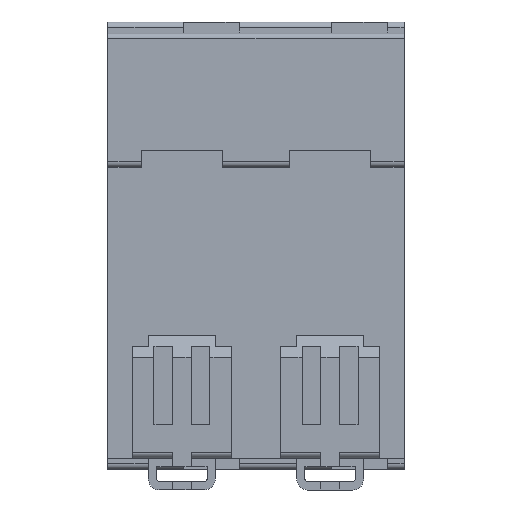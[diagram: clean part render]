
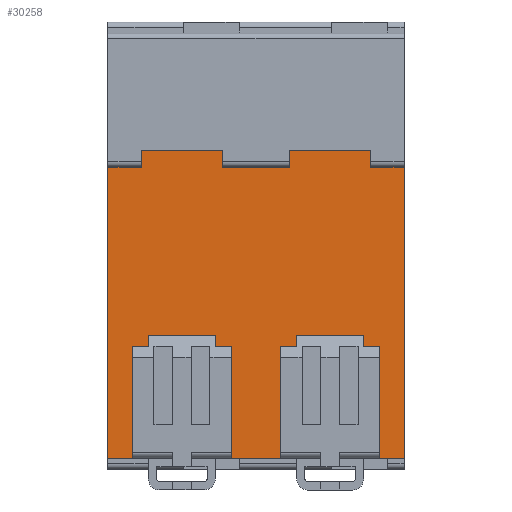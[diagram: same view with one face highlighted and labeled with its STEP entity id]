
A CAD part, front view. The second image highlights one B-rep face of the part: STEP entity #30258.
In plain terms, the highlighted planar face has unit normal (0, -1, 0).
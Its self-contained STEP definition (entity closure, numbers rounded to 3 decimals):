
#951 = DIRECTION ( 'NONE',  ( 1., 0., 0. ) ) ;
#1798 = VERTEX_POINT ( 'NONE', #22707 ) ;
#2070 = CARTESIAN_POINT ( 'NONE',  ( -20.5, -27.1, -18. ) ) ;
#2980 = VERTEX_POINT ( 'NONE', #37587 ) ;
#4490 = ORIENTED_EDGE ( 'NONE', *, *, #81280, .T. ) ;
#4542 = ORIENTED_EDGE ( 'NONE', *, *, #18297, .T. ) ;
#4565 = ORIENTED_EDGE ( 'NONE', *, *, #46341, .T. ) ;
#5010 = LINE ( 'NONE', #56755, #13679 ) ;
#5067 = CARTESIAN_POINT ( 'NONE',  ( 6., -27.1, -18. ) ) ;
#5731 = LINE ( 'NONE', #41185, #59268 ) ;
#6267 = VERTEX_POINT ( 'NONE', #43747 ) ;
#6419 = ORIENTED_EDGE ( 'NONE', *, *, #43369, .T. ) ;
#7099 = EDGE_CURVE ( 'NONE', #6267, #28466, #33819, .T. ) ;
#7163 = VERTEX_POINT ( 'NONE', #35863 ) ;
#7351 = VERTEX_POINT ( 'NONE', #20266 ) ;
#7751 = CARTESIAN_POINT ( 'NONE',  ( 13.25, -27.1, 17. ) ) ;
#7885 = ORIENTED_EDGE ( 'NONE', *, *, #8723, .T. ) ;
#8439 = CARTESIAN_POINT ( 'NONE',  ( 13.25, -27.1, -18. ) ) ;
#8723 = EDGE_CURVE ( 'NONE', #78839, #6267, #80291, .T. ) ;
#8849 = ORIENTED_EDGE ( 'NONE', *, *, #81747, .T. ) ;
#8989 = VECTOR ( 'NONE', #21731, 1000. ) ;
#9073 = LINE ( 'NONE', #60451, #21699 ) ;
#9678 = DIRECTION ( 'NONE',  ( 1., 0., 0. ) ) ;
#12399 = DIRECTION ( 'NONE',  ( 0., 0., 1. ) ) ;
#12510 = DIRECTION ( 'NONE',  ( 1., 0., 0. ) ) ;
#13679 = VECTOR ( 'NONE', #12510, 1000. ) ;
#13766 = EDGE_CURVE ( 'NONE', #72111, #1798, #18744, .T. ) ;
#13817 = ORIENTED_EDGE ( 'NONE', *, *, #23587, .T. ) ;
#13933 = CARTESIAN_POINT ( 'NONE',  ( 13.25, -27.1, -38. ) ) ;
#14460 = EDGE_LOOP ( 'NONE', ( #8849, #82848, #31681, #4565, #44188, #4542, #51937, #33585, #74426, #70575, #6419, #4490, #30084, #13817, #7885, #43583 ) ) ;
#14574 = CARTESIAN_POINT ( 'NONE',  ( 8.9, -27.1, -18. ) ) ;
#16356 = PLANE ( 'NONE',  #83104 ) ;
#17114 = VECTOR ( 'NONE', #67493, 1000. ) ;
#18297 = EDGE_CURVE ( 'NONE', #56808, #2980, #61135, .T. ) ;
#18744 = LINE ( 'NONE', #70570, #50347 ) ;
#20244 = DIRECTION ( 'NONE',  ( 1., 0., 0. ) ) ;
#20266 = CARTESIAN_POINT ( 'NONE',  ( -8.9, -27.1, -18. ) ) ;
#20703 = LINE ( 'NONE', #44773, #71125 ) ;
#21137 = VERTEX_POINT ( 'NONE', #34844 ) ;
#21699 = VECTOR ( 'NONE', #73146, 1000. ) ;
#21731 = DIRECTION ( 'NONE',  ( 1., 0., 0. ) ) ;
#22103 = DIRECTION ( 'NONE',  ( 1., 0., 0. ) ) ;
#22707 = CARTESIAN_POINT ( 'NONE',  ( -39.75, -27.1, -38. ) ) ;
#23530 = FACE_OUTER_BOUND ( 'NONE', #14460, .T. ) ;
#23587 = EDGE_CURVE ( 'NONE', #33419, #78839, #29018, .T. ) ;
#25745 = EDGE_CURVE ( 'NONE', #7351, #21137, #52216, .T. ) ;
#26350 = CARTESIAN_POINT ( 'NONE',  ( -17.6, -27.1, -38. ) ) ;
#26589 = VECTOR ( 'NONE', #65860, 1000. ) ;
#26732 = VERTEX_POINT ( 'NONE', #5067 ) ;
#28466 = VERTEX_POINT ( 'NONE', #26350 ) ;
#29018 = LINE ( 'NONE', #8439, #41351 ) ;
#30084 = ORIENTED_EDGE ( 'NONE', *, *, #64694, .T. ) ;
#30258 = ADVANCED_FACE ( 'NONE', ( #23530 ), #16356, .T. ) ;
#30621 = VECTOR ( 'NONE', #22103, 1000. ) ;
#31681 = ORIENTED_EDGE ( 'NONE', *, *, #25745, .T. ) ;
#32843 = LINE ( 'NONE', #38339, #40820 ) ;
#33419 = VERTEX_POINT ( 'NONE', #70927 ) ;
#33585 = ORIENTED_EDGE ( 'NONE', *, *, #59441, .T. ) ;
#33819 = LINE ( 'NONE', #46051, #26589 ) ;
#34844 = CARTESIAN_POINT ( 'NONE',  ( -6., -27.1, -18. ) ) ;
#35081 = VERTEX_POINT ( 'NONE', #60439 ) ;
#35863 = CARTESIAN_POINT ( 'NONE',  ( -8.9, -27.1, -38. ) ) ;
#35869 = DIRECTION ( 'NONE',  ( -1., 0., 0. ) ) ;
#36667 = VECTOR ( 'NONE', #12399, 1000. ) ;
#37406 = DIRECTION ( 'NONE',  ( 0., -1., 0. ) ) ;
#37587 = CARTESIAN_POINT ( 'NONE',  ( 8.9, -27.1, -38. ) ) ;
#38339 = CARTESIAN_POINT ( 'NONE',  ( 13.25, -27.1, 17. ) ) ;
#38868 = VECTOR ( 'NONE', #35869, 1000. ) ;
#40231 = CARTESIAN_POINT ( 'NONE',  ( 13.25, -27.1, -38. ) ) ;
#40576 = VERTEX_POINT ( 'NONE', #7751 ) ;
#40634 = LINE ( 'NONE', #40231, #30621 ) ;
#40820 = VECTOR ( 'NONE', #65725, 1000. ) ;
#41185 = CARTESIAN_POINT ( 'NONE',  ( 13.25, -27.1, -18. ) ) ;
#41351 = VECTOR ( 'NONE', #9678, 1000. ) ;
#41806 = CARTESIAN_POINT ( 'NONE',  ( 8.9, -27.1, 17. ) ) ;
#41959 = CARTESIAN_POINT ( 'NONE',  ( 13.25, -27.1, -38. ) ) ;
#42080 = CARTESIAN_POINT ( 'NONE',  ( 13.25, -27.1, 17. ) ) ;
#43237 = CARTESIAN_POINT ( 'NONE',  ( -39.75, -27.1, 17. ) ) ;
#43369 = EDGE_CURVE ( 'NONE', #1798, #59233, #40634, .T. ) ;
#43583 = ORIENTED_EDGE ( 'NONE', *, *, #7099, .T. ) ;
#43747 = CARTESIAN_POINT ( 'NONE',  ( -17.6, -27.1, -18. ) ) ;
#44188 = ORIENTED_EDGE ( 'NONE', *, *, #63694, .T. ) ;
#44773 = CARTESIAN_POINT ( 'NONE',  ( 13.25, -27.1, -18. ) ) ;
#44853 = CARTESIAN_POINT ( 'NONE',  ( -35.4, -27.1, 17. ) ) ;
#46051 = CARTESIAN_POINT ( 'NONE',  ( -17.6, -27.1, 17. ) ) ;
#46341 = EDGE_CURVE ( 'NONE', #21137, #26732, #5731, .T. ) ;
#46821 = CARTESIAN_POINT ( 'NONE',  ( -35.4, -27.1, -38. ) ) ;
#47675 = CARTESIAN_POINT ( 'NONE',  ( 13.25, -27.1, 17. ) ) ;
#49926 = DIRECTION ( 'NONE',  ( 0., 0., -1. ) ) ;
#50347 = VECTOR ( 'NONE', #49926, 1000. ) ;
#51937 = ORIENTED_EDGE ( 'NONE', *, *, #65939, .T. ) ;
#52216 = LINE ( 'NONE', #66554, #61639 ) ;
#53519 = CARTESIAN_POINT ( 'NONE',  ( 13.25, -27.1, -18. ) ) ;
#53703 = CARTESIAN_POINT ( 'NONE',  ( 13.25, -27.1, -18. ) ) ;
#56755 = CARTESIAN_POINT ( 'NONE',  ( 13.25, -27.1, -38. ) ) ;
#56808 = VERTEX_POINT ( 'NONE', #14574 ) ;
#57599 = VECTOR ( 'NONE', #79321, 1000. ) ;
#57748 = VERTEX_POINT ( 'NONE', #41959 ) ;
#58602 = LINE ( 'NONE', #13933, #82029 ) ;
#59233 = VERTEX_POINT ( 'NONE', #46821 ) ;
#59268 = VECTOR ( 'NONE', #67738, 1000. ) ;
#59441 = EDGE_CURVE ( 'NONE', #57748, #40576, #32843, .T. ) ;
#59855 = LINE ( 'NONE', #53519, #57599 ) ;
#60439 = CARTESIAN_POINT ( 'NONE',  ( -35.4, -27.1, -18. ) ) ;
#60451 = CARTESIAN_POINT ( 'NONE',  ( -8.9, -27.1, 17. ) ) ;
#61135 = LINE ( 'NONE', #41806, #17114 ) ;
#61639 = VECTOR ( 'NONE', #20244, 1000. ) ;
#63694 = EDGE_CURVE ( 'NONE', #26732, #56808, #20703, .T. ) ;
#64694 = EDGE_CURVE ( 'NONE', #35081, #33419, #59855, .T. ) ;
#65725 = DIRECTION ( 'NONE',  ( 0., 0., 1. ) ) ;
#65860 = DIRECTION ( 'NONE',  ( 0., 0., -1. ) ) ;
#65939 = EDGE_CURVE ( 'NONE', #2980, #57748, #58602, .T. ) ;
#66554 = CARTESIAN_POINT ( 'NONE',  ( 13.25, -27.1, -18. ) ) ;
#67493 = DIRECTION ( 'NONE',  ( 0., 0., -1. ) ) ;
#67738 = DIRECTION ( 'NONE',  ( 1., 0., 0. ) ) ;
#67930 = LINE ( 'NONE', #47675, #38868 ) ;
#70086 = DIRECTION ( 'NONE',  ( 1., 0., 0. ) ) ;
#70570 = CARTESIAN_POINT ( 'NONE',  ( -39.75, -27.1, 17. ) ) ;
#70575 = ORIENTED_EDGE ( 'NONE', *, *, #13766, .T. ) ;
#70927 = CARTESIAN_POINT ( 'NONE',  ( -32.5, -27.1, -18. ) ) ;
#71125 = VECTOR ( 'NONE', #70086, 1000. ) ;
#72111 = VERTEX_POINT ( 'NONE', #43237 ) ;
#73146 = DIRECTION ( 'NONE',  ( 0., 0., 1. ) ) ;
#74132 = EDGE_CURVE ( 'NONE', #40576, #72111, #67930, .T. ) ;
#74426 = ORIENTED_EDGE ( 'NONE', *, *, #74132, .T. ) ;
#75773 = DIRECTION ( 'NONE',  ( 0., 0., -1. ) ) ;
#78839 = VERTEX_POINT ( 'NONE', #2070 ) ;
#79321 = DIRECTION ( 'NONE',  ( 1., 0., 0. ) ) ;
#80227 = EDGE_CURVE ( 'NONE', #7163, #7351, #9073, .T. ) ;
#80291 = LINE ( 'NONE', #53703, #8989 ) ;
#81280 = EDGE_CURVE ( 'NONE', #59233, #35081, #82809, .T. ) ;
#81747 = EDGE_CURVE ( 'NONE', #28466, #7163, #5010, .T. ) ;
#82029 = VECTOR ( 'NONE', #951, 1000. ) ;
#82809 = LINE ( 'NONE', #44853, #36667 ) ;
#82848 = ORIENTED_EDGE ( 'NONE', *, *, #80227, .T. ) ;
#83104 = AXIS2_PLACEMENT_3D ( 'NONE', #42080, #37406, #75773 ) ;
